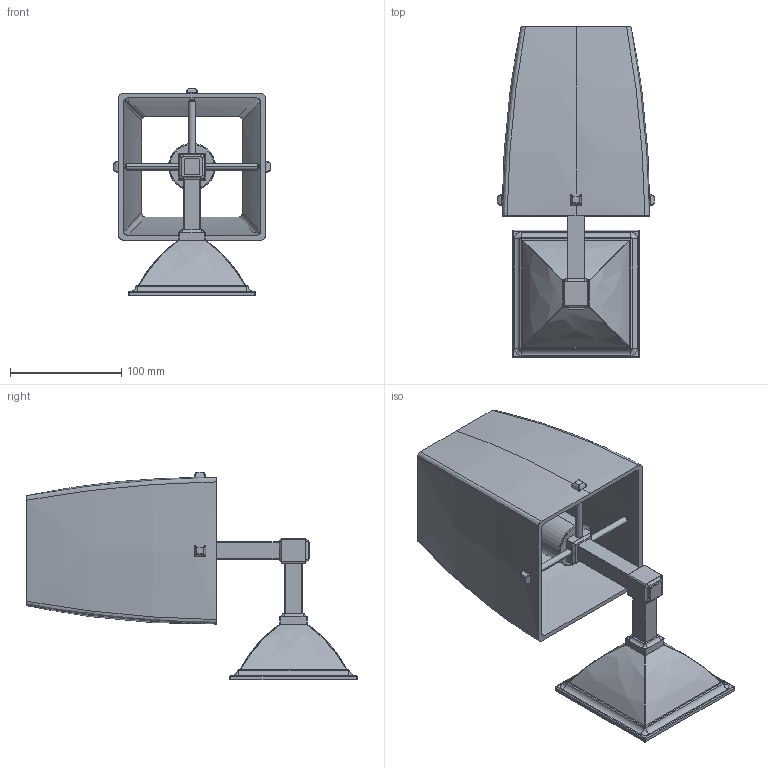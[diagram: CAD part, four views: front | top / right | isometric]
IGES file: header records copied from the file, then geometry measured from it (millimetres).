
Start section:  PTC IGES file: 1881.igs
Global section: file name: 1881.igs; native system: Creo Parametric by PTC Inc.; preprocessor: 2018400; author: jinson.thomas; organization: Unknown; date: 20210611.151720; units: inch
Bounding box: 141.33 x 296.6 x 186.66 mm (x, y, z)
Volume: 687910.6 mm3; surface area: 223171.5 mm2
Topology: 1 solids, 1 shells, 268 faces, 651 edges, 404 vertices
Faces by surface type: revolution 140, bspline 128
